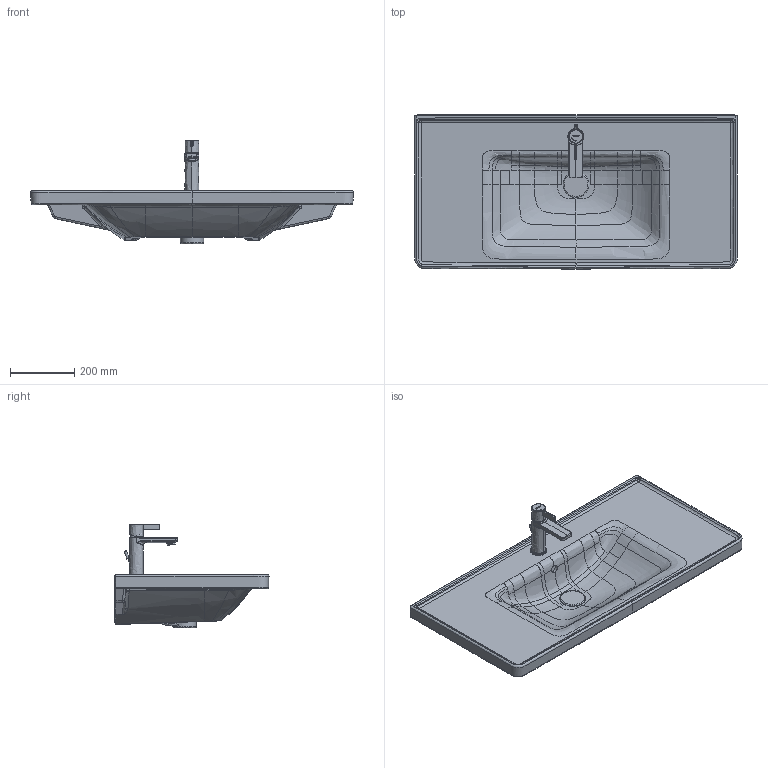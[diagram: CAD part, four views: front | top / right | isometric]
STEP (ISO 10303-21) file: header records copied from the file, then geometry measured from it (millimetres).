
FILE_DESCRIPTION(/* description */ (''),/* implementation_level */ '2;1');
FILE_NAME(/* name */ '236710',/* time_stamp */ '2021-06-21T10:14:25+02:00',/* author */ (''),/* organization */ (''),/* preprocessor_version */ 'ST-DEVELOPER v15',/* originating_system */ '',/* authorisation */ '');
FILE_SCHEMA (('AUTOMOTIVE_DESIGN'));
Length unit declared in the file: millimetre
Products named in the file (1): Document
Bounding box: 1005.17 x 480.08 x 323.33 mm (x, y, z)
Volume: 21701477.4 mm3; surface area: 1492220 mm2
Topology: 4 solids, 9 shells, 677 faces, 1622 edges, 976 vertices
Faces by surface type: bspline 523, plane 154
Entity records: 88274 total; most frequent: CARTESIAN_POINT 78232, ORIENTED_EDGE 3202, EDGE_CURVE 1608, B_SPLINE_CURVE_WITH_KNOTS 1311, VERTEX_POINT 972, EDGE_LOOP 706, ADVANCED_FACE 673, FACE_OUTER_BOUND 673
